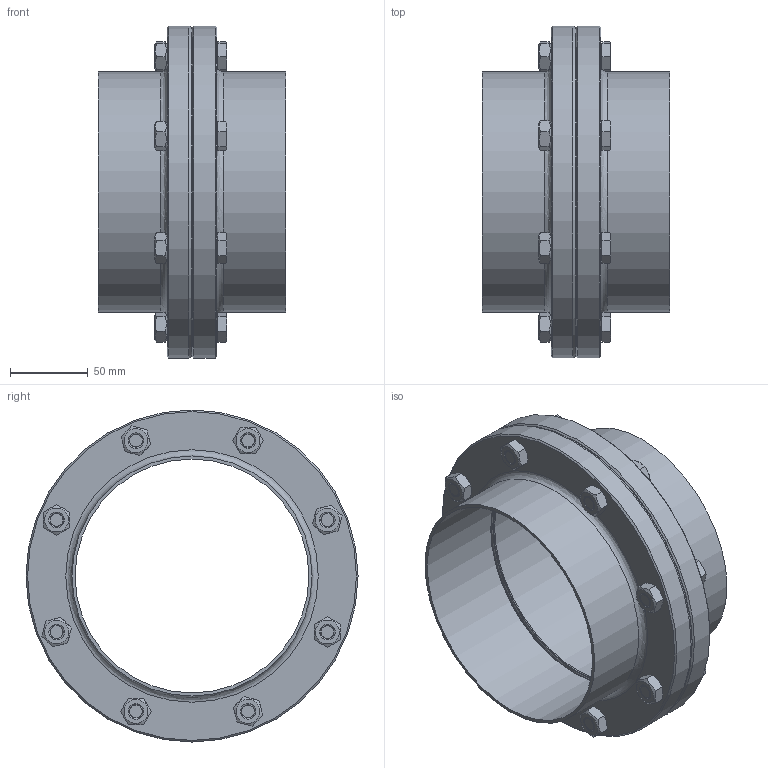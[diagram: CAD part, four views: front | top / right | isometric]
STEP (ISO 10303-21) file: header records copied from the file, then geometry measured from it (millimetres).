
FILE_DESCRIPTION((''),'2;1');
FILE_NAME('10159150X000.stp','2010-09-02T11:57:59',('thilbrands'),(''),'Autodesk Inventor 2008','Autodesk Inventor 2008','');
FILE_SCHEMA(('AUTOMOTIVE_DESIGN { 1 0 10303 214 1 1 1 1 }'));
Length unit declared in the file: millimetre
Products named in the file (5): 10159032X000; ENG-005750-DN150; ENG-006916-DN150; DIN 933 - ersetzt durch DIN EN 24017 M10  x 40; 28674 M10
Assembly tree (18 placements, depth 2):
  10159032X000
    ENG-005750-DN150
    ENG-006916-DN150
    DIN 933 - ersetzt durch DIN EN 24017 M10  x 40  x8
    28674 M10  x8
Bounding box: 120 x 213 x 213 mm (x, y, z)
Volume: 656201 mm3; surface area: 221922.8 mm2
Topology: 18 solids, 18 shells, 324 faces, 702 edges, 436 vertices
Faces by surface type: plane 154, cone 102, cylinder 32, bspline 30, torus 6
Full cylindrical faces by diameter (mm): 9.188 x8, 10 x8, 15.4 x8, 150 x2, 154 x2, 167.6 x1, 167.7 x1, 213 x2
Entity records: 2832 total; most frequent: CARTESIAN_POINT 968, DIRECTION 364, ORIENTED_EDGE 258, EDGE_LOOP 184, AXIS2_PLACEMENT_3D 173, EDGE_CURVE 129, VERTEX_POINT 111, FACE_BOUND 98
